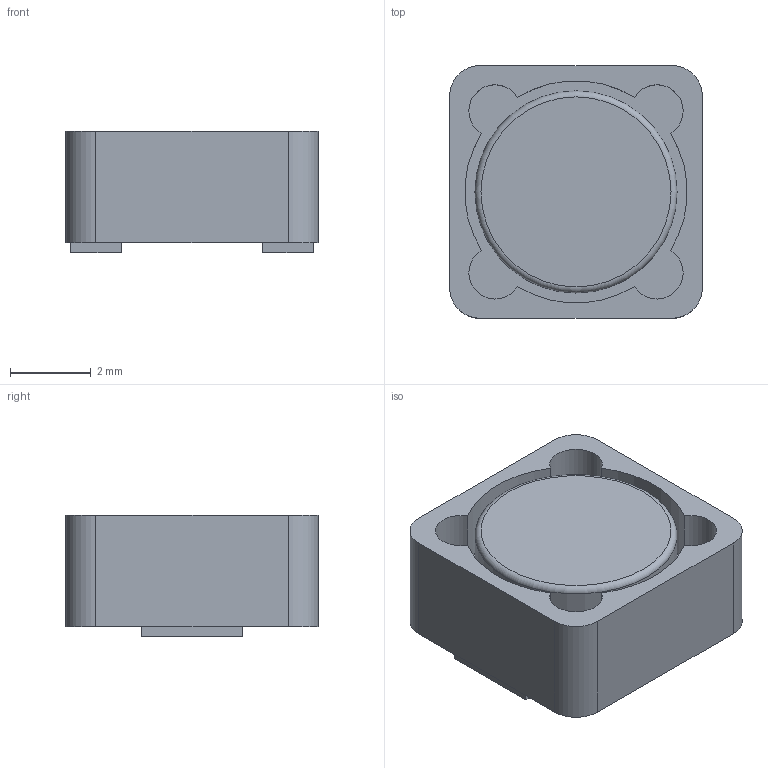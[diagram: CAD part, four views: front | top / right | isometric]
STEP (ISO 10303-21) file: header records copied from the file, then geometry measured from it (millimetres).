
FILE_DESCRIPTION(/* description */ (''),/* implementation_level */ '2;1');
FILE_NAME(/* name */ 'L_Bourns_SRR1260 v1.step',/* time_stamp */ '2019-01-21T20:50:24+01:00',/* author */ ('wiktor.burdecki'),/* organization */ (''),/* preprocessor_version */ 'ST-DEVELOPER v17.2',/* originating_system */ 'Autodesk Translation Framework v7.6.0.251',/* authorisation */ '');
FILE_SCHEMA (('AUTOMOTIVE_DESIGN { 1 0 10303 214 3 1 1 }'));
Length unit declared in the file: millimetre
Products named in the file (2): Poziomica 1.0_L_Bourns_SRR1260; SOLID (1)
Assembly tree (1 placements, depth 2):
  Poziomica 1.0_L_Bourns_SRR1260
    SOLID (1)
Bounding box: 6.25 x 6.25 x 3 mm (x, y, z)
Volume: 96.6 mm3; surface area: 201 mm2
Topology: 1 solids, 1 shells, 32 faces, 80 edges, 54 vertices
Faces by surface type: plane 18, cylinder 13, torus 1
Full cylindrical faces by diameter (mm): 5 x1
Entity records: 1070 total; most frequent: DIRECTION 181, CARTESIAN_POINT 169, ORIENTED_EDGE 160, EDGE_CURVE 80, AXIS2_PLACEMENT_3D 66, VERTEX_POINT 54, LINE 49, VECTOR 49
